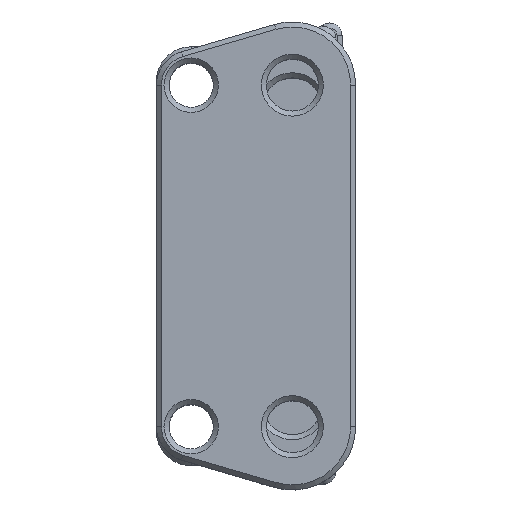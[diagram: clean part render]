
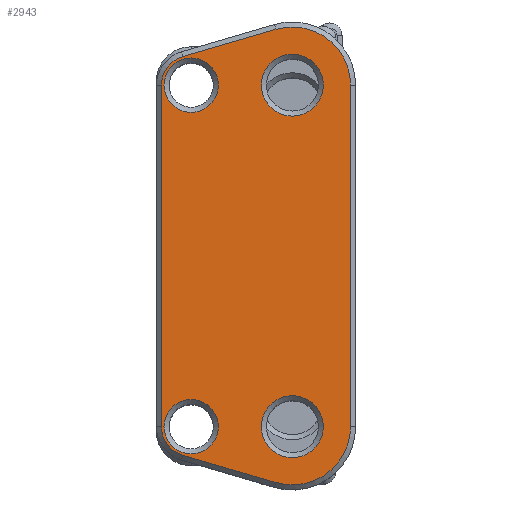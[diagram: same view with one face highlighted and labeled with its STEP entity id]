
A CAD part, top view. The second image highlights one B-rep face of the part: STEP entity #2943.
In plain terms, the highlighted planar face has unit normal (0, 0, 1).
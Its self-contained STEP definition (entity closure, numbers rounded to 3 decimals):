
#75=FACE_BOUND('',#558,.T.);
#76=FACE_BOUND('',#559,.T.);
#77=FACE_BOUND('',#560,.T.);
#78=FACE_BOUND('',#561,.T.);
#159=CIRCLE('',#3195,2.35);
#161=CIRCLE('',#3199,4.6);
#163=CIRCLE('',#3203,4.6);
#164=CIRCLE('',#3206,2.35);
#165=CIRCLE('',#3211,2.15);
#166=CIRCLE('',#3212,2.45);
#167=CIRCLE('',#3213,2.15);
#168=CIRCLE('',#3214,2.45);
#365=FACE_OUTER_BOUND('',#557,.T.);
#557=EDGE_LOOP('',(#2103,#2104,#2105,#2106,#2107,#2108,#2109,#2110));
#558=EDGE_LOOP('',(#2111));
#559=EDGE_LOOP('',(#2112));
#560=EDGE_LOOP('',(#2113));
#561=EDGE_LOOP('',(#2114));
#770=LINE('',#4521,#1043);
#774=LINE('',#4533,#1047);
#778=LINE('',#4544,#1051);
#782=LINE('',#4553,#1055);
#1043=VECTOR('',#3601,10.);
#1047=VECTOR('',#3613,10.);
#1051=VECTOR('',#3625,10.);
#1055=VECTOR('',#3635,10.);
#1317=VERTEX_POINT('',#4518);
#1318=VERTEX_POINT('',#4520);
#1320=VERTEX_POINT('',#4525);
#1322=VERTEX_POINT('',#4531);
#1324=VERTEX_POINT('',#4537);
#1325=VERTEX_POINT('',#4542);
#1326=VERTEX_POINT('',#4547);
#1327=VERTEX_POINT('',#4551);
#1328=VERTEX_POINT('',#4563);
#1329=VERTEX_POINT('',#4565);
#1330=VERTEX_POINT('',#4567);
#1331=VERTEX_POINT('',#4569);
#1591=EDGE_CURVE('',#1317,#1318,#770,.T.);
#1594=EDGE_CURVE('',#1320,#1317,#159,.T.);
#1597=EDGE_CURVE('',#1322,#1320,#774,.T.);
#1600=EDGE_CURVE('',#1324,#1322,#161,.T.);
#1603=EDGE_CURVE('',#1325,#1324,#778,.T.);
#1606=EDGE_CURVE('',#1326,#1325,#163,.T.);
#1608=EDGE_CURVE('',#1327,#1326,#782,.T.);
#1609=EDGE_CURVE('',#1318,#1327,#164,.T.);
#1613=EDGE_CURVE('',#1328,#1328,#165,.T.);
#1614=EDGE_CURVE('',#1329,#1329,#166,.T.);
#1615=EDGE_CURVE('',#1330,#1330,#167,.T.);
#1616=EDGE_CURVE('',#1331,#1331,#168,.T.);
#2103=ORIENTED_EDGE('',*,*,#1591,.F.);
#2104=ORIENTED_EDGE('',*,*,#1594,.F.);
#2105=ORIENTED_EDGE('',*,*,#1597,.F.);
#2106=ORIENTED_EDGE('',*,*,#1600,.F.);
#2107=ORIENTED_EDGE('',*,*,#1603,.F.);
#2108=ORIENTED_EDGE('',*,*,#1606,.F.);
#2109=ORIENTED_EDGE('',*,*,#1608,.F.);
#2110=ORIENTED_EDGE('',*,*,#1609,.F.);
#2111=ORIENTED_EDGE('',*,*,#1613,.F.);
#2112=ORIENTED_EDGE('',*,*,#1614,.F.);
#2113=ORIENTED_EDGE('',*,*,#1615,.F.);
#2114=ORIENTED_EDGE('',*,*,#1616,.F.);
#2839=PLANE('',#3210);
#2943=ADVANCED_FACE('',(#365,#75,#76,#77,#78),#2839,.T.);
#3195=AXIS2_PLACEMENT_3D('',#4527,#3606,#3607);
#3199=AXIS2_PLACEMENT_3D('',#4539,#3618,#3619);
#3203=AXIS2_PLACEMENT_3D('',#4549,#3630,#3631);
#3206=AXIS2_PLACEMENT_3D('',#4555,#3638,#3639);
#3210=AXIS2_PLACEMENT_3D('',#4562,#3649,#3650);
#3211=AXIS2_PLACEMENT_3D('',#4564,#3651,#3652);
#3212=AXIS2_PLACEMENT_3D('',#4566,#3653,#3654);
#3213=AXIS2_PLACEMENT_3D('',#4568,#3655,#3656);
#3214=AXIS2_PLACEMENT_3D('',#4570,#3657,#3658);
#3601=DIRECTION('',(0.,1.,0.));
#3606=DIRECTION('center_axis',(0.,0.,-1.));
#3607=DIRECTION('ref_axis',(0.,-1.,0.));
#3613=DIRECTION('',(-0.96,0.281,0.));
#3618=DIRECTION('center_axis',(0.,0.,-1.));
#3619=DIRECTION('ref_axis',(0.,-1.,0.));
#3625=DIRECTION('',(0.,-1.,0.));
#3630=DIRECTION('center_axis',(0.,0.,-1.));
#3631=DIRECTION('ref_axis',(0.,1.,0.));
#3635=DIRECTION('',(0.96,0.281,0.));
#3638=DIRECTION('center_axis',(0.,0.,-1.));
#3639=DIRECTION('ref_axis',(0.,1.,0.));
#3649=DIRECTION('center_axis',(0.,0.,1.));
#3650=DIRECTION('ref_axis',(0.,1.,0.));
#3651=DIRECTION('center_axis',(0.,0.,1.));
#3652=DIRECTION('ref_axis',(0.,1.,0.));
#3653=DIRECTION('center_axis',(0.,0.,1.));
#3654=DIRECTION('ref_axis',(0.,1.,0.));
#3655=DIRECTION('center_axis',(0.,0.,1.));
#3656=DIRECTION('ref_axis',(0.,1.,0.));
#3657=DIRECTION('center_axis',(0.,0.,1.));
#3658=DIRECTION('ref_axis',(0.,1.,0.));
#4518=CARTESIAN_POINT('',(-46.35,0.,76.));
#4520=CARTESIAN_POINT('',(-46.35,27.,76.));
#4521=CARTESIAN_POINT('',(-46.35,20.25,76.));
#4525=CARTESIAN_POINT('',(-44.661,-2.255,76.));
#4527=CARTESIAN_POINT('Origin',(-44.,0.,
76.));
#4531=CARTESIAN_POINT('',(-37.294,-4.414,76.));
#4533=CARTESIAN_POINT('',(-44.123,-2.413,76.));
#4537=CARTESIAN_POINT('',(-31.4,0.,76.));
#4539=CARTESIAN_POINT('Origin',(-36.,0.,
76.));
#4542=CARTESIAN_POINT('',(-31.4,27.,76.));
#4544=CARTESIAN_POINT('',(-31.4,6.75,76.));
#4547=CARTESIAN_POINT('',(-37.294,31.414,76.));
#4549=CARTESIAN_POINT('Origin',(-36.,27.,76.));
#4551=CARTESIAN_POINT('',(-44.661,29.255,76.));
#4553=CARTESIAN_POINT('',(-40.439,30.492,76.));
#4555=CARTESIAN_POINT('Origin',(-44.,27.,76.));
#4562=CARTESIAN_POINT('Origin',(-38.875,13.5,76.));
#4563=CARTESIAN_POINT('',(-44.,-2.15,76.));
#4564=CARTESIAN_POINT('Origin',(-44.,0.,
76.));
#4565=CARTESIAN_POINT('',(-36.,24.55,76.));
#4566=CARTESIAN_POINT('Origin',(-36.,27.,76.));
#4567=CARTESIAN_POINT('',(-44.,24.85,76.));
#4568=CARTESIAN_POINT('Origin',(-44.,27.,76.));
#4569=CARTESIAN_POINT('',(-36.,-2.45,76.));
#4570=CARTESIAN_POINT('Origin',(-36.,0.,
76.));
